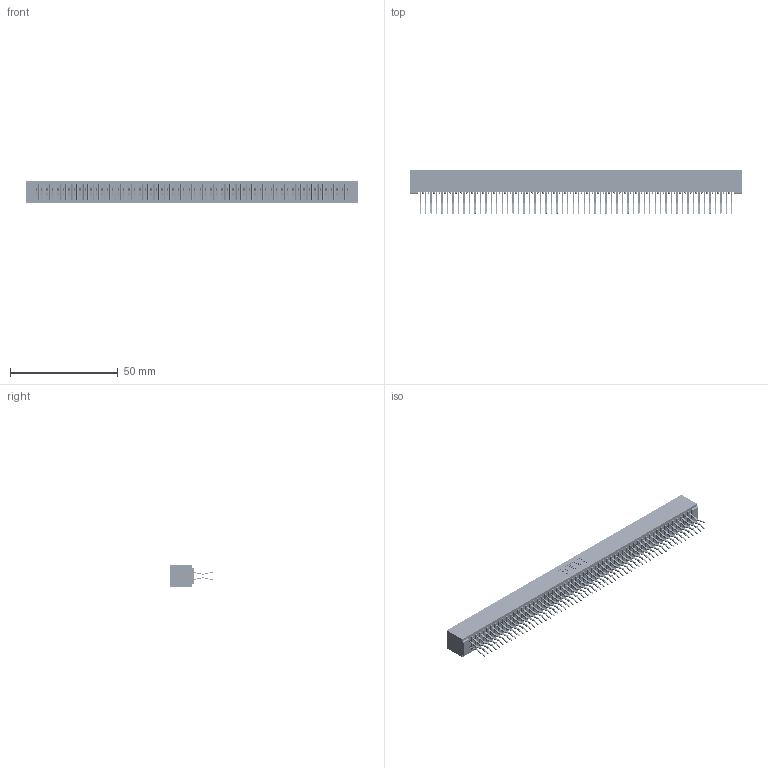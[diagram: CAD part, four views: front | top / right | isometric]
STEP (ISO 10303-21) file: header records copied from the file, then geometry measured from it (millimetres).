
FILE_DESCRIPTION (( 'STEP AP203' ), '1' );
FILE_NAME ('391-116-560-201.STEP', '2018-08-09T23:25:36', ( '' ), ( '' ), 'SwSTEP 2.0', 'SolidWorks 2016', '' );
FILE_SCHEMA (( 'CONFIG_CONTROL_DESIGN' ));
Length unit declared in the file: inch
Products named in the file (3): 341 Part_No Mounting Lugs; 341-292-001_341-292-160; 391-116-560-201
Assembly tree (117 placements, depth 2):
  391-116-560-201
    341 Part_No Mounting Lugs
    341-292-001_341-292-160  x116
Bounding box: 154.31 x 20.37 x 10.16 mm (x, y, z)
Volume: 11759.8 mm3; surface area: 22901.1 mm2
Topology: 117 solids, 117 shells, 8228 faces, 23898 edges, 15502 vertices
Faces by surface type: plane 4704, cylinder 3292, sphere 118, torus 114
Entity records: 67923 total; most frequent: CARTESIAN_POINT 11290, ORIENTED_EDGE 11220, DIRECTION 10948, EDGE_CURVE 5610, LINE 4548, VECTOR 4548, VERTEX_POINT 3542, AXIS2_PLACEMENT_3D 3200
